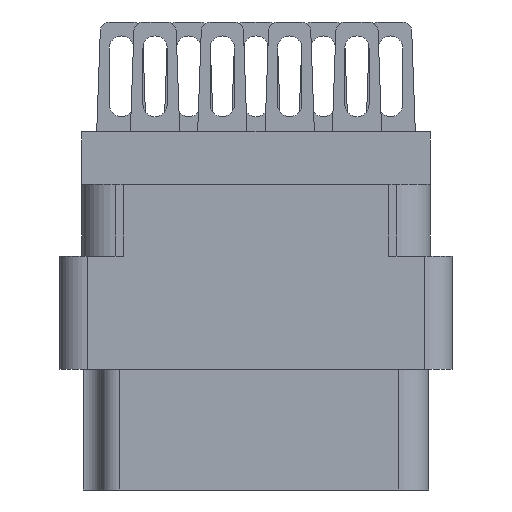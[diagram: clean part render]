
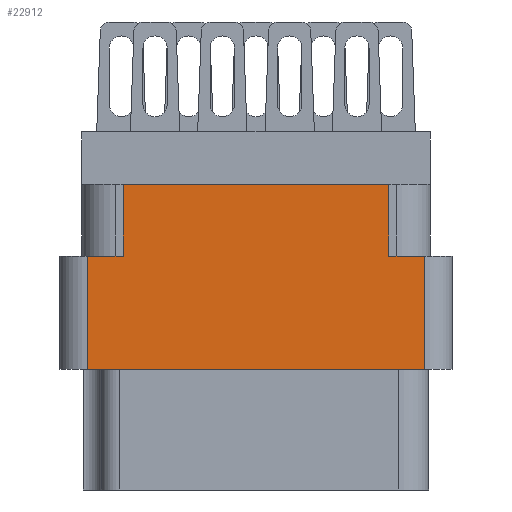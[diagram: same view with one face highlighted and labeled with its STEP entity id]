
A CAD part, left-side view. The second image highlights one B-rep face of the part: STEP entity #22912.
In plain terms, the highlighted planar face has unit normal (-1, 0, 0).
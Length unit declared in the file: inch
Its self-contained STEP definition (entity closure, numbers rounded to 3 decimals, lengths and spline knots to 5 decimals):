
#1798 = CARTESIAN_POINT ( 'NONE',  ( -1., 0., -0.277 ) ) ;
#1930 = CARTESIAN_POINT ( 'NONE',  ( -1., 0.376, -0.277 ) ) ;
#2831 = ORIENTED_EDGE ( 'NONE', *, *, #4635, .F. ) ;
#2869 = CARTESIAN_POINT ( 'NONE',  ( -1., 0.376, -0.529 ) ) ;
#3007 = LINE ( 'NONE', #20494, #32061 ) ;
#3124 = VECTOR ( 'NONE', #31978, 39.37008 ) ;
#4365 = EDGE_CURVE ( 'NONE', #26547, #13625, #17620, .T. ) ;
#4591 = CARTESIAN_POINT ( 'NONE',  ( -1., -0.438, -0.798 ) ) ;
#4635 = EDGE_CURVE ( 'NONE', #21149, #13625, #19663, .T. ) ;
#4671 = ORIENTED_EDGE ( 'NONE', *, *, #4365, .T. ) ;
#4892 = CARTESIAN_POINT ( 'NONE',  ( -1., 0., -0.529 ) ) ;
#5051 = DIRECTION ( 'NONE',  ( 0., 0., -1. ) ) ;
#5192 = ORIENTED_EDGE ( 'NONE', *, *, #21808, .F. ) ;
#5369 = CARTESIAN_POINT ( 'NONE',  ( -1., -0.376, -0.529 ) ) ;
#6360 = LINE ( 'NONE', #1798, #21924 ) ;
#6536 = AXIS2_PLACEMENT_3D ( 'NONE', #4591, #12613, #15442 ) ;
#6548 = LINE ( 'NONE', #29175, #3124 ) ;
#7672 = CARTESIAN_POINT ( 'NONE',  ( -1., 0.376, -0.798 ) ) ;
#7912 = EDGE_LOOP ( 'NONE', ( #14980, #29687, #11362, #12511, #12119, #4671, #2831, #5192 ) ) ;
#8165 = CARTESIAN_POINT ( 'NONE',  ( -1., 0.296, -0.117 ) ) ;
#9041 = EDGE_CURVE ( 'NONE', #19511, #13840, #3007, .T. ) ;
#9602 = VECTOR ( 'NONE', #15261, 39.37008 ) ;
#11362 = ORIENTED_EDGE ( 'NONE', *, *, #31441, .F. ) ;
#12119 = ORIENTED_EDGE ( 'NONE', *, *, #31963, .F. ) ;
#12511 = ORIENTED_EDGE ( 'NONE', *, *, #9041, .T. ) ;
#12613 = DIRECTION ( 'NONE',  ( -1., 0., 0. ) ) ;
#13240 = EDGE_CURVE ( 'NONE', #25896, #30386, #32921, .T. ) ;
#13413 = CARTESIAN_POINT ( 'NONE',  ( -1., 0., -0.277 ) ) ;
#13625 = VERTEX_POINT ( 'NONE', #19079 ) ;
#13840 = VERTEX_POINT ( 'NONE', #24820 ) ;
#14980 = ORIENTED_EDGE ( 'NONE', *, *, #13240, .F. ) ;
#15261 = DIRECTION ( 'NONE',  ( 0., -1., 0. ) ) ;
#15442 = DIRECTION ( 'NONE',  ( 0., 0., 1. ) ) ;
#15691 = VECTOR ( 'NONE', #16133, 39.37008 ) ;
#16118 = DIRECTION ( 'NONE',  ( 0., 0., 1. ) ) ;
#16133 = DIRECTION ( 'NONE',  ( 0., -1., 0. ) ) ;
#17620 = LINE ( 'NONE', #32211, #18030 ) ;
#17754 = VERTEX_POINT ( 'NONE', #2869 ) ;
#18030 = VECTOR ( 'NONE', #16118, 39.37008 ) ;
#19079 = CARTESIAN_POINT ( 'NONE',  ( -1., -0.296, -0.117 ) ) ;
#19511 = VERTEX_POINT ( 'NONE', #5369 ) ;
#19663 = LINE ( 'NONE', #26093, #9602 ) ;
#20494 = CARTESIAN_POINT ( 'NONE',  ( -1., -0.376, -0.798 ) ) ;
#20537 = DIRECTION ( 'NONE',  ( 0., -1., 0. ) ) ;
#21149 = VERTEX_POINT ( 'NONE', #8165 ) ;
#21808 = EDGE_CURVE ( 'NONE', #30386, #21149, #6548, .T. ) ;
#21924 = VECTOR ( 'NONE', #20537, 39.37008 ) ;
#22151 = CARTESIAN_POINT ( 'NONE',  ( -1., -0.296, -0.277 ) ) ;
#22912 = ADVANCED_FACE ( 'NONE', ( #25067 ), #28735, .T. ) ;
#23220 = DIRECTION ( 'NONE',  ( 0., 0., 1. ) ) ;
#24735 = EDGE_CURVE ( 'NONE', #25896, #17754, #34582, .T. ) ;
#24820 = CARTESIAN_POINT ( 'NONE',  ( -1., -0.376, -0.277 ) ) ;
#25067 = FACE_OUTER_BOUND ( 'NONE', #7912, .T. ) ;
#25896 = VERTEX_POINT ( 'NONE', #1930 ) ;
#26093 = CARTESIAN_POINT ( 'NONE',  ( -1., 0.438, -0.117 ) ) ;
#26110 = DIRECTION ( 'NONE',  ( 0., 1., 0. ) ) ;
#26547 = VERTEX_POINT ( 'NONE', #22151 ) ;
#28715 = VECTOR ( 'NONE', #26110, 39.37008 ) ;
#28735 = PLANE ( 'NONE',  #6536 ) ;
#29175 = CARTESIAN_POINT ( 'NONE',  ( -1., 0.296, -0.277 ) ) ;
#29669 = CARTESIAN_POINT ( 'NONE',  ( -1., 0.296, -0.277 ) ) ;
#29687 = ORIENTED_EDGE ( 'NONE', *, *, #24735, .T. ) ;
#30346 = VECTOR ( 'NONE', #5051, 39.37008 ) ;
#30386 = VERTEX_POINT ( 'NONE', #29669 ) ;
#31441 = EDGE_CURVE ( 'NONE', #19511, #17754, #32064, .T. ) ;
#31963 = EDGE_CURVE ( 'NONE', #26547, #13840, #6360, .T. ) ;
#31978 = DIRECTION ( 'NONE',  ( 0., 0., 1. ) ) ;
#32061 = VECTOR ( 'NONE', #23220, 39.37008 ) ;
#32064 = LINE ( 'NONE', #4892, #28715 ) ;
#32211 = CARTESIAN_POINT ( 'NONE',  ( -1., -0.296, -0.277 ) ) ;
#32921 = LINE ( 'NONE', #13413, #15691 ) ;
#34582 = LINE ( 'NONE', #7672, #30346 ) ;
